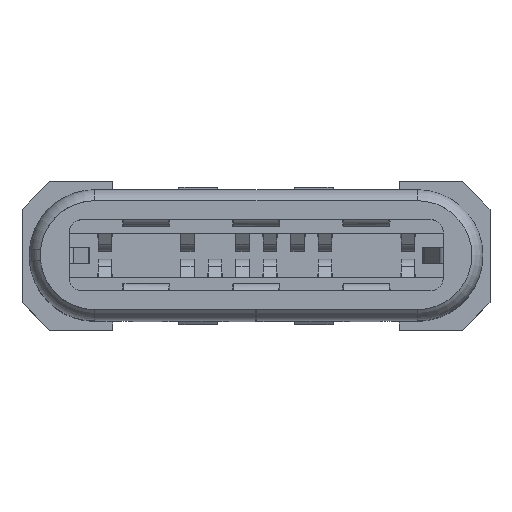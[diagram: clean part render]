
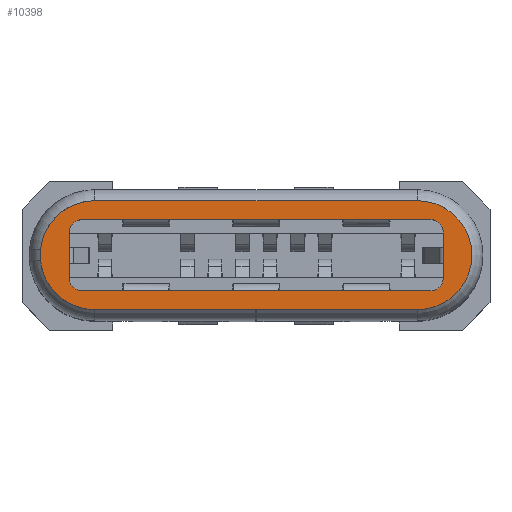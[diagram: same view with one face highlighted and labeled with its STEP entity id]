
A CAD part, top view. The second image highlights one B-rep face of the part: STEP entity #10398.
In plain terms, the highlighted planar face has unit normal (0, 0, 1).
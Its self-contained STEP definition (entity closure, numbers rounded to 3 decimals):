
#165=DIRECTION('',(1.,0.,0.));
#166=VECTOR('',#165,2.925);
#167=CARTESIAN_POINT('',(-1.879,53.892,7.542));
#168=LINE('',#167,#166);
#204=DIRECTION('',(1.,0.,0.));
#205=VECTOR('',#204,0.01);
#206=CARTESIAN_POINT('',(-1.889,53.842,7.542));
#207=LINE('',#206,#205);
#208=DIRECTION('',(1.,0.,0.));
#209=VECTOR('',#208,6.3);
#210=CARTESIAN_POINT('',(-5.029,55.532,7.542));
#211=LINE('',#210,#209);
#212=CARTESIAN_POINT('',(-5.029,55.282,7.542));
#213=DIRECTION('',(0.,0.,-1.));
#214=DIRECTION('',(-1.,0.,0.));
#215=AXIS2_PLACEMENT_3D('',#212,#213,#214);
#217=DIRECTION('',(0.,1.,0.));
#218=VECTOR('',#217,0.8);
#219=CARTESIAN_POINT('',(-5.279,54.482,7.542));
#220=LINE('',#219,#218);
#221=CARTESIAN_POINT('',(-5.029,54.482,7.542));
#222=DIRECTION('',(0.,0.,-1.));
#223=DIRECTION('',(0.,-1.,0.));
#224=AXIS2_PLACEMENT_3D('',#221,#222,#223);
#226=DIRECTION('',(-1.,0.,0.));
#227=VECTOR('',#226,6.3);
#228=CARTESIAN_POINT('',(1.271,54.232,7.542));
#229=LINE('',#228,#227);
#230=CARTESIAN_POINT('',(1.271,54.482,7.542));
#231=DIRECTION('',(0.,0.,-1.));
#232=DIRECTION('',(1.,0.,0.));
#233=AXIS2_PLACEMENT_3D('',#230,#231,#232);
#235=DIRECTION('',(0.,-1.,0.));
#236=VECTOR('',#235,0.8);
#237=CARTESIAN_POINT('',(1.521,55.282,7.542));
#238=LINE('',#237,#236);
#239=CARTESIAN_POINT('',(1.271,55.282,7.542));
#240=DIRECTION('',(0.,0.,-1.));
#241=DIRECTION('',(0.,1.,0.));
#242=AXIS2_PLACEMENT_3D('',#239,#240,#241);
#244=DIRECTION('',(1.,0.,0.));
#245=VECTOR('',#244,2.925);
#246=CARTESIAN_POINT('',(-4.814,53.892,7.542));
#247=LINE('',#246,#245);
#279=DIRECTION('',(0.,-1.,0.));
#280=VECTOR('',#279,0.05);
#281=CARTESIAN_POINT('',(-1.889,53.892,7.542));
#282=LINE('',#281,#280);
#1032=DIRECTION('',(0.,-1.,0.));
#1033=VECTOR('',#1032,0.05);
#1034=CARTESIAN_POINT('',(-1.879,53.892,7.542));
#1035=LINE('',#1034,#1033);
#1128=CARTESIAN_POINT('',(-4.814,54.882,7.542));
#1129=DIRECTION('',(0.,0.,1.));
#1130=DIRECTION('',(0.,1.,0.));
#1131=AXIS2_PLACEMENT_3D('',#1128,#1129,#1130);
#1164=DIRECTION('',(-1.,0.,0.));
#1165=VECTOR('',#1164,5.86);
#1166=CARTESIAN_POINT('',(1.046,55.872,7.542));
#1167=LINE('',#1166,#1165);
#1172=CARTESIAN_POINT('',(1.046,54.882,7.542));
#1173=DIRECTION('',(0.,0.,1.));
#1174=DIRECTION('',(0.,-1.,0.));
#1175=AXIS2_PLACEMENT_3D('',#1172,#1173,#1174);
#9439=CARTESIAN_POINT('',(-5.029,55.532,7.542));
#9440=CARTESIAN_POINT('',(1.271,55.532,7.542));
#9441=VERTEX_POINT('',#9439);
#9442=VERTEX_POINT('',#9440);
#9443=CARTESIAN_POINT('',(1.521,55.282,7.542));
#9444=VERTEX_POINT('',#9443);
#9445=CARTESIAN_POINT('',(1.521,54.482,7.542));
#9446=VERTEX_POINT('',#9445);
#9447=CARTESIAN_POINT('',(1.271,54.232,7.542));
#9448=VERTEX_POINT('',#9447);
#9449=CARTESIAN_POINT('',(-5.029,54.232,7.542));
#9450=VERTEX_POINT('',#9449);
#9451=CARTESIAN_POINT('',(-5.279,54.482,7.542));
#9452=VERTEX_POINT('',#9451);
#9453=CARTESIAN_POINT('',(-5.279,55.282,7.542));
#9454=VERTEX_POINT('',#9453);
#9473=CARTESIAN_POINT('',(-4.814,53.892,7.542));
#9474=CARTESIAN_POINT('',(-1.889,53.892,7.542));
#9475=VERTEX_POINT('',#9473);
#9476=VERTEX_POINT('',#9474);
#9483=CARTESIAN_POINT('',(-1.889,53.842,7.542));
#9484=VERTEX_POINT('',#9483);
#9521=CARTESIAN_POINT('',(-1.879,53.892,7.542));
#9522=CARTESIAN_POINT('',(1.046,53.892,7.542));
#9523=VERTEX_POINT('',#9521);
#9524=VERTEX_POINT('',#9522);
#9533=CARTESIAN_POINT('',(-1.879,53.842,7.542));
#9534=VERTEX_POINT('',#9533);
#9567=CARTESIAN_POINT('',(1.046,55.872,7.542));
#9568=VERTEX_POINT('',#9567);
#9569=CARTESIAN_POINT('',(-4.814,55.872,7.542));
#9570=VERTEX_POINT('',#9569);
#10358=CARTESIAN_POINT('',(-1.879,55.307,
7.542));
#10359=DIRECTION('',(0.,0.,1.));
#10360=DIRECTION('',(-1.,0.,0.));
#10361=AXIS2_PLACEMENT_3D('',#10358,#10359,#10360);
#10362=PLANE('',#10361);
#10364=ORIENTED_EDGE('',*,*,#10363,.F.);
#10366=ORIENTED_EDGE('',*,*,#10365,.F.);
#10368=ORIENTED_EDGE('',*,*,#10367,.F.);
#10370=ORIENTED_EDGE('',*,*,#10369,.F.);
#10371=ORIENTED_EDGE('',*,*,#10316,.F.);
#10373=ORIENTED_EDGE('',*,*,#10372,.T.);
#10375=ORIENTED_EDGE('',*,*,#10374,.F.);
#10377=ORIENTED_EDGE('',*,*,#10376,.F.);
#10378=EDGE_LOOP('',(#10364,#10366,#10368,#10370,#10371,#10373,#10375,#10377));
#10379=FACE_OUTER_BOUND('',#10378,.F.);
#10381=ORIENTED_EDGE('',*,*,#10380,.F.);
#10383=ORIENTED_EDGE('',*,*,#10382,.F.);
#10385=ORIENTED_EDGE('',*,*,#10384,.F.);
#10387=ORIENTED_EDGE('',*,*,#10386,.F.);
#10389=ORIENTED_EDGE('',*,*,#10388,.F.);
#10391=ORIENTED_EDGE('',*,*,#10390,.F.);
#10393=ORIENTED_EDGE('',*,*,#10392,.F.);
#10395=ORIENTED_EDGE('',*,*,#10394,.F.);
#10396=EDGE_LOOP('',(#10381,#10383,#10385,#10387,#10389,#10391,#10393,#10395));
#10397=FACE_BOUND('',#10396,.F.);
#216=CIRCLE('',#215,0.25);
#225=CIRCLE('',#224,0.25);
#234=CIRCLE('',#233,0.25);
#243=CIRCLE('',#242,0.25);
#1132=CIRCLE('',#1131,0.99);
#1176=CIRCLE('',#1175,0.99);
#10316=EDGE_CURVE('',#9523,#9524,#168,.T.);
#10363=EDGE_CURVE('',#9475,#9476,#247,.T.);
#10365=EDGE_CURVE('',#9570,#9475,#1132,.T.);
#10367=EDGE_CURVE('',#9568,#9570,#1167,.T.);
#10369=EDGE_CURVE('',#9524,#9568,#1176,.T.);
#10372=EDGE_CURVE('',#9523,#9534,#1035,.T.);
#10374=EDGE_CURVE('',#9484,#9534,#207,.T.);
#10376=EDGE_CURVE('',#9476,#9484,#282,.T.);
#10380=EDGE_CURVE('',#9441,#9442,#211,.T.);
#10382=EDGE_CURVE('',#9454,#9441,#216,.T.);
#10384=EDGE_CURVE('',#9452,#9454,#220,.T.);
#10386=EDGE_CURVE('',#9450,#9452,#225,.T.);
#10388=EDGE_CURVE('',#9448,#9450,#229,.T.);
#10390=EDGE_CURVE('',#9446,#9448,#234,.T.);
#10392=EDGE_CURVE('',#9444,#9446,#238,.T.);
#10394=EDGE_CURVE('',#9442,#9444,#243,.T.);
#10398=ADVANCED_FACE('',(#10379,#10397),#10362,.T.);
